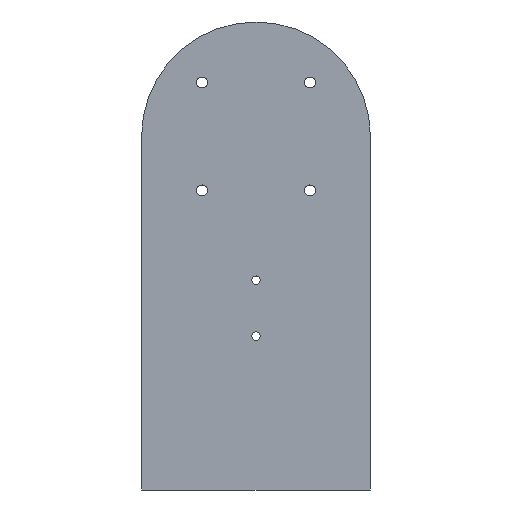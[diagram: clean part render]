
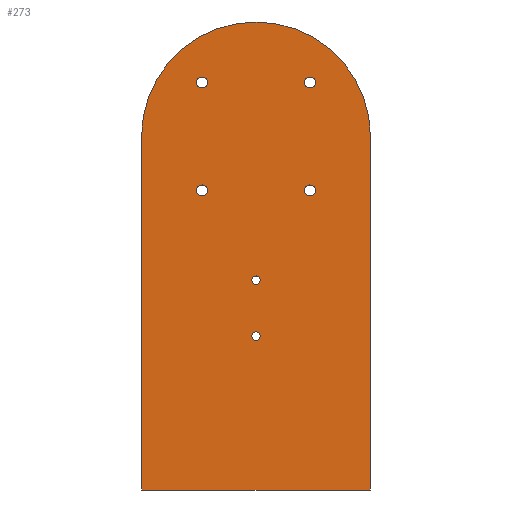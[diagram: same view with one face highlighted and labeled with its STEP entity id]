
A CAD part, front view. The second image highlights one B-rep face of the part: STEP entity #273.
In plain terms, the highlighted planar face has unit normal (0, -1, 0).
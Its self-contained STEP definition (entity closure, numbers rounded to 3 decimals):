
#7 = AXIS2_PLACEMENT_3D ( 'NONE', #217, #168, #827 ) ;
#9 = DIRECTION ( 'NONE',  ( 0., 1., 0. ) ) ;
#18 = AXIS2_PLACEMENT_3D ( 'NONE', #282, #541, #454 ) ;
#19 = CARTESIAN_POINT ( 'NONE',  ( -21.213, 0., -19.063 ) ) ;
#29 = VERTEX_POINT ( 'NONE', #262 ) ;
#42 = ORIENTED_EDGE ( 'NONE', *, *, #811, .T. ) ;
#44 = VERTEX_POINT ( 'NONE', #19 ) ;
#50 = VECTOR ( 'NONE', #632, 1000. ) ;
#59 = LINE ( 'NONE', #374, #50 ) ;
#67 = DIRECTION ( 'NONE',  ( 0., 1., 0. ) ) ;
#71 = CARTESIAN_POINT ( 'NONE',  ( 0., 0., -78.5 ) ) ;
#75 = FACE_BOUND ( 'NONE', #817, .T. ) ;
#81 = VERTEX_POINT ( 'NONE', #788 ) ;
#88 = ORIENTED_EDGE ( 'NONE', *, *, #392, .T. ) ;
#89 = CARTESIAN_POINT ( 'NONE',  ( 0., 0., -56.5 ) ) ;
#102 = DIRECTION ( 'NONE',  ( 0., 0., 1. ) ) ;
#104 = ORIENTED_EDGE ( 'NONE', *, *, #117, .T. ) ;
#108 = CIRCLE ( 'NONE', #239, 45. ) ;
#117 = EDGE_CURVE ( 'NONE', #321, #457, #629, .T. ) ;
#138 = DIRECTION ( 'NONE',  ( 0., 0., 1. ) ) ;
#147 = CARTESIAN_POINT ( 'NONE',  ( 0., 0., 0. ) ) ;
#149 = DIRECTION ( 'NONE',  ( 1., 0., 0. ) ) ;
#150 = VECTOR ( 'NONE', #812, 1000. ) ;
#153 = FACE_BOUND ( 'NONE', #795, .T. ) ;
#156 = VERTEX_POINT ( 'NONE', #547 ) ;
#158 = CARTESIAN_POINT ( 'NONE',  ( 21.213, 0., 23.363 ) ) ;
#168 = DIRECTION ( 'NONE',  ( 0., 1., 0. ) ) ;
#172 = DIRECTION ( 'NONE',  ( 0., 1., 0. ) ) ;
#175 = ORIENTED_EDGE ( 'NONE', *, *, #724, .T. ) ;
#177 = DIRECTION ( 'NONE',  ( 0., 1., 0. ) ) ;
#180 = CIRCLE ( 'NONE', #642, 2.15 ) ;
#193 = EDGE_CURVE ( 'NONE', #695, #256, #108, .T. ) ;
#200 = EDGE_LOOP ( 'NONE', ( #569, #651 ) ) ;
#204 = ORIENTED_EDGE ( 'NONE', *, *, #248, .T. ) ;
#206 = CARTESIAN_POINT ( 'NONE',  ( 21.213, 0., -19.063 ) ) ;
#208 = LINE ( 'NONE', #345, #602 ) ;
#217 = CARTESIAN_POINT ( 'NONE',  ( 21.213, 0., 21.213 ) ) ;
#229 = CIRCLE ( 'NONE', #500, 1.65 ) ;
#239 = AXIS2_PLACEMENT_3D ( 'NONE', #739, #177, #102 ) ;
#243 = DIRECTION ( 'NONE',  ( 0., 1., 0. ) ) ;
#246 = LINE ( 'NONE', #573, #150 ) ;
#247 = EDGE_LOOP ( 'NONE', ( #104, #341 ) ) ;
#248 = EDGE_CURVE ( 'NONE', #44, #555, #663, .T. ) ;
#256 = VERTEX_POINT ( 'NONE', #260 ) ;
#260 = CARTESIAN_POINT ( 'NONE',  ( 45., 0., 0. ) ) ;
#262 = CARTESIAN_POINT ( 'NONE',  ( 21.213, 0., -23.363 ) ) ;
#266 = AXIS2_PLACEMENT_3D ( 'NONE', #71, #344, #138 ) ;
#272 = CARTESIAN_POINT ( 'NONE',  ( -21.213, 0., 23.363 ) ) ;
#273 = ADVANCED_FACE ( 'NONE', ( #401, #75, #767, #525, #336, #153, #397 ), #450, .F. ) ;
#279 = AXIS2_PLACEMENT_3D ( 'NONE', #292, #550, #409 ) ;
#282 = CARTESIAN_POINT ( 'NONE',  ( 21.213, 0., -21.213 ) ) ;
#286 = CARTESIAN_POINT ( 'NONE',  ( -21.213, 0., -23.363 ) ) ;
#292 = CARTESIAN_POINT ( 'NONE',  ( -21.213, 0., -21.213 ) ) ;
#294 = AXIS2_PLACEMENT_3D ( 'NONE', #480, #617, #603 ) ;
#310 = AXIS2_PLACEMENT_3D ( 'NONE', #508, #67, #326 ) ;
#319 = EDGE_LOOP ( 'NONE', ( #627, #363 ) ) ;
#321 = VERTEX_POINT ( 'NONE', #158 ) ;
#322 = CIRCLE ( 'NONE', #18, 2.15 ) ;
#326 = DIRECTION ( 'NONE',  ( 0., 0., 1. ) ) ;
#331 = DIRECTION ( 'NONE',  ( 0., 0., 1. ) ) ;
#336 = FACE_BOUND ( 'NONE', #354, .T. ) ;
#338 = EDGE_CURVE ( 'NONE', #81, #441, #713, .T. ) ;
#341 = ORIENTED_EDGE ( 'NONE', *, *, #654, .T. ) ;
#344 = DIRECTION ( 'NONE',  ( 0., 1., 0. ) ) ;
#345 = CARTESIAN_POINT ( 'NONE',  ( 0., 0., -139. ) ) ;
#350 = CIRCLE ( 'NONE', #266, 1.65 ) ;
#354 = EDGE_LOOP ( 'NONE', ( #589, #88 ) ) ;
#358 = VERTEX_POINT ( 'NONE', #473 ) ;
#363 = ORIENTED_EDGE ( 'NONE', *, *, #665, .T. ) ;
#366 = CIRCLE ( 'NONE', #7, 2.15 ) ;
#372 = CARTESIAN_POINT ( 'NONE',  ( -45., 0., -139. ) ) ;
#374 = CARTESIAN_POINT ( 'NONE',  ( -45., 0., 0. ) ) ;
#376 = EDGE_CURVE ( 'NONE', #555, #44, #820, .T. ) ;
#384 = ORIENTED_EDGE ( 'NONE', *, *, #601, .F. ) ;
#392 = EDGE_CURVE ( 'NONE', #815, #472, #757, .T. ) ;
#396 = AXIS2_PLACEMENT_3D ( 'NONE', #545, #172, #667 ) ;
#397 = FACE_OUTER_BOUND ( 'NONE', #447, .T. ) ;
#401 = FACE_BOUND ( 'NONE', #200, .T. ) ;
#408 = AXIS2_PLACEMENT_3D ( 'NONE', #553, #425, #620 ) ;
#409 = DIRECTION ( 'NONE',  ( 0., 0., 1. ) ) ;
#418 = DIRECTION ( 'NONE',  ( 0., 1., 0. ) ) ;
#423 = DIRECTION ( 'NONE',  ( 0., 1., 0. ) ) ;
#424 = EDGE_CURVE ( 'NONE', #441, #81, #350, .T. ) ;
#425 = DIRECTION ( 'NONE',  ( 0., 1., 0. ) ) ;
#441 = VERTEX_POINT ( 'NONE', #533 ) ;
#447 = EDGE_LOOP ( 'NONE', ( #175, #384, #766, #763 ) ) ;
#450 = PLANE ( 'NONE',  #521 ) ;
#452 = VERTEX_POINT ( 'NONE', #206 ) ;
#453 = AXIS2_PLACEMENT_3D ( 'NONE', #89, #9, #775 ) ;
#454 = DIRECTION ( 'NONE',  ( 0., 0., 1. ) ) ;
#457 = VERTEX_POINT ( 'NONE', #593 ) ;
#459 = EDGE_CURVE ( 'NONE', #156, #358, #807, .T. ) ;
#463 = DIRECTION ( 'NONE',  ( 0., 0., 1. ) ) ;
#468 = DIRECTION ( 'NONE',  ( 0., 1., 0. ) ) ;
#469 = CARTESIAN_POINT ( 'NONE',  ( 21.213, 0., -21.213 ) ) ;
#472 = VERTEX_POINT ( 'NONE', #272 ) ;
#473 = CARTESIAN_POINT ( 'NONE',  ( 0., 0., -54.85 ) ) ;
#480 = CARTESIAN_POINT ( 'NONE',  ( 0., 0., -78.5 ) ) ;
#484 = AXIS2_PLACEMENT_3D ( 'NONE', #681, #243, #624 ) ;
#500 = AXIS2_PLACEMENT_3D ( 'NONE', #743, #423, #676 ) ;
#507 = ORIENTED_EDGE ( 'NONE', *, *, #459, .T. ) ;
#508 = CARTESIAN_POINT ( 'NONE',  ( -21.213, 0., -21.213 ) ) ;
#520 = EDGE_CURVE ( 'NONE', #452, #29, #322, .T. ) ;
#521 = AXIS2_PLACEMENT_3D ( 'NONE', #147, #468, #331 ) ;
#525 = FACE_BOUND ( 'NONE', #247, .T. ) ;
#528 = CARTESIAN_POINT ( 'NONE',  ( -45., 0., 0. ) ) ;
#533 = CARTESIAN_POINT ( 'NONE',  ( 0., 0., -80.15 ) ) ;
#541 = DIRECTION ( 'NONE',  ( 0., 1., 0. ) ) ;
#545 = CARTESIAN_POINT ( 'NONE',  ( -21.213, 0., 21.213 ) ) ;
#547 = CARTESIAN_POINT ( 'NONE',  ( 0., 0., -58.15 ) ) ;
#549 = VERTEX_POINT ( 'NONE', #372 ) ;
#550 = DIRECTION ( 'NONE',  ( 0., 1., 0. ) ) ;
#553 = CARTESIAN_POINT ( 'NONE',  ( 21.213, 0., 21.213 ) ) ;
#555 = VERTEX_POINT ( 'NONE', #286 ) ;
#569 = ORIENTED_EDGE ( 'NONE', *, *, #338, .T. ) ;
#573 = CARTESIAN_POINT ( 'NONE',  ( 45., 0., 0. ) ) ;
#577 = ORIENTED_EDGE ( 'NONE', *, *, #376, .T. ) ;
#589 = ORIENTED_EDGE ( 'NONE', *, *, #800, .T. ) ;
#593 = CARTESIAN_POINT ( 'NONE',  ( 21.213, 0., 19.063 ) ) ;
#595 = EDGE_CURVE ( 'NONE', #695, #549, #59, .T. ) ;
#601 = EDGE_CURVE ( 'NONE', #256, #637, #246, .T. ) ;
#602 = VECTOR ( 'NONE', #149, 1000. ) ;
#603 = DIRECTION ( 'NONE',  ( 0., 0., 1. ) ) ;
#617 = DIRECTION ( 'NONE',  ( 0., 1., 0. ) ) ;
#620 = DIRECTION ( 'NONE',  ( 0., 0., 1. ) ) ;
#624 = DIRECTION ( 'NONE',  ( 0., 0., 1. ) ) ;
#627 = ORIENTED_EDGE ( 'NONE', *, *, #520, .T. ) ;
#629 = CIRCLE ( 'NONE', #408, 2.15 ) ;
#632 = DIRECTION ( 'NONE',  ( 0., 0., -1. ) ) ;
#637 = VERTEX_POINT ( 'NONE', #653 ) ;
#642 = AXIS2_PLACEMENT_3D ( 'NONE', #469, #418, #463 ) ;
#651 = ORIENTED_EDGE ( 'NONE', *, *, #424, .T. ) ;
#653 = CARTESIAN_POINT ( 'NONE',  ( 45., 0., -139. ) ) ;
#654 = EDGE_CURVE ( 'NONE', #457, #321, #366, .T. ) ;
#663 = CIRCLE ( 'NONE', #310, 2.15 ) ;
#665 = EDGE_CURVE ( 'NONE', #29, #452, #180, .T. ) ;
#667 = DIRECTION ( 'NONE',  ( 0., 0., 1. ) ) ;
#676 = DIRECTION ( 'NONE',  ( 0., 0., 1. ) ) ;
#681 = CARTESIAN_POINT ( 'NONE',  ( -21.213, 0., 21.213 ) ) ;
#690 = CARTESIAN_POINT ( 'NONE',  ( -21.213, 0., 19.063 ) ) ;
#695 = VERTEX_POINT ( 'NONE', #528 ) ;
#713 = CIRCLE ( 'NONE', #294, 1.65 ) ;
#724 = EDGE_CURVE ( 'NONE', #549, #637, #208, .T. ) ;
#739 = CARTESIAN_POINT ( 'NONE',  ( 0., 0., 0. ) ) ;
#743 = CARTESIAN_POINT ( 'NONE',  ( 0., 0., -56.5 ) ) ;
#744 = CIRCLE ( 'NONE', #484, 2.15 ) ;
#757 = CIRCLE ( 'NONE', #396, 2.15 ) ;
#763 = ORIENTED_EDGE ( 'NONE', *, *, #595, .T. ) ;
#766 = ORIENTED_EDGE ( 'NONE', *, *, #193, .F. ) ;
#767 = FACE_BOUND ( 'NONE', #319, .T. ) ;
#775 = DIRECTION ( 'NONE',  ( 0., 0., 1. ) ) ;
#788 = CARTESIAN_POINT ( 'NONE',  ( 0., 0., -76.85 ) ) ;
#795 = EDGE_LOOP ( 'NONE', ( #204, #577 ) ) ;
#800 = EDGE_CURVE ( 'NONE', #472, #815, #744, .T. ) ;
#807 = CIRCLE ( 'NONE', #453, 1.65 ) ;
#811 = EDGE_CURVE ( 'NONE', #358, #156, #229, .T. ) ;
#812 = DIRECTION ( 'NONE',  ( 0., 0., -1. ) ) ;
#815 = VERTEX_POINT ( 'NONE', #690 ) ;
#817 = EDGE_LOOP ( 'NONE', ( #42, #507 ) ) ;
#820 = CIRCLE ( 'NONE', #279, 2.15 ) ;
#827 = DIRECTION ( 'NONE',  ( 0., 0., 1. ) ) ;
